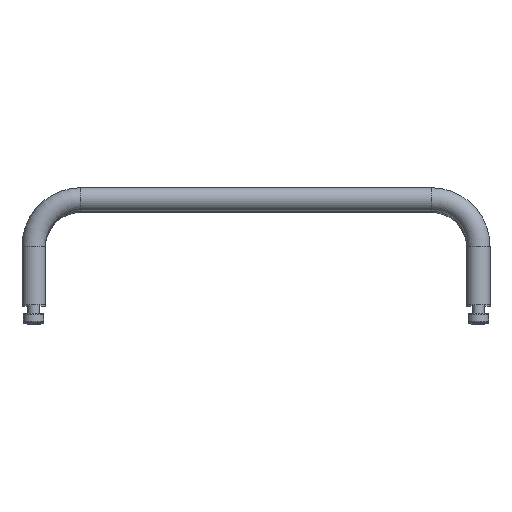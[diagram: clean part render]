
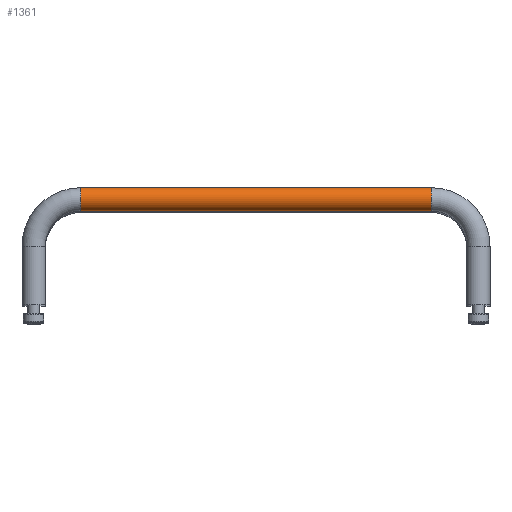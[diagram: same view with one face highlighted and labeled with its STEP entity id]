
A CAD part, top view. The second image highlights one B-rep face of the part: STEP entity #1361.
In plain terms, the highlighted cylindrical face has radius 4 mm (diameter 8 mm), a partial arc.
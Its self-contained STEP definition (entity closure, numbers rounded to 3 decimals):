
#178=LINE('',#2234,#232);
#179=LINE('',#2235,#233);
#232=VECTOR('',#1778,10.);
#233=VECTOR('',#1779,10.);
#293=CYLINDRICAL_SURFACE('',#1529,4.);
#343=FACE_OUTER_BOUND('',#440,.T.);
#440=EDGE_LOOP('',(#973,#974,#975,#976));
#540=CIRCLE('',#1520,4.);
#546=CIRCLE('',#1530,4.);
#617=VERTEX_POINT('',#2215);
#618=VERTEX_POINT('',#2216);
#621=VERTEX_POINT('',#2231);
#622=VERTEX_POINT('',#2232);
#746=EDGE_CURVE('',#617,#618,#540,.T.);
#754=EDGE_CURVE('',#621,#622,#546,.T.);
#755=EDGE_CURVE('',#622,#618,#178,.T.);
#756=EDGE_CURVE('',#621,#617,#179,.T.);
#973=ORIENTED_EDGE('',*,*,#754,.T.);
#974=ORIENTED_EDGE('',*,*,#755,.T.);
#975=ORIENTED_EDGE('',*,*,#746,.F.);
#976=ORIENTED_EDGE('',*,*,#756,.F.);
#1361=ADVANCED_FACE('',(#343),#293,.T.);
#1520=AXIS2_PLACEMENT_3D('',#2217,#1754,#1755);
#1529=AXIS2_PLACEMENT_3D('',#2230,#1774,#1775);
#1530=AXIS2_PLACEMENT_3D('',#2233,#1776,#1777);
#1754=DIRECTION('center_axis',(1.,0.,0.));
#1755=DIRECTION('ref_axis',(0.,1.,0.));
#1774=DIRECTION('center_axis',(1.,0.,0.));
#1775=DIRECTION('ref_axis',(0.,1.,0.));
#1776=DIRECTION('center_axis',(1.,0.,0.));
#1777=DIRECTION('ref_axis',(0.,1.,0.));
#1778=DIRECTION('',(1.,0.,0.));
#1779=DIRECTION('',(1.,0.,0.));
#2215=CARTESIAN_POINT('',(60.,40.,2.));
#2216=CARTESIAN_POINT('',(60.,32.,2.));
#2217=CARTESIAN_POINT('Origin',(60.,36.,2.));
#2230=CARTESIAN_POINT('Origin',(-60.,36.,2.));
#2231=CARTESIAN_POINT('',(-60.,40.,2.));
#2232=CARTESIAN_POINT('',(-60.,32.,2.));
#2233=CARTESIAN_POINT('Origin',(-60.,36.,2.));
#2234=CARTESIAN_POINT('',(-60.,32.,2.));
#2235=CARTESIAN_POINT('',(-60.,40.,2.));
